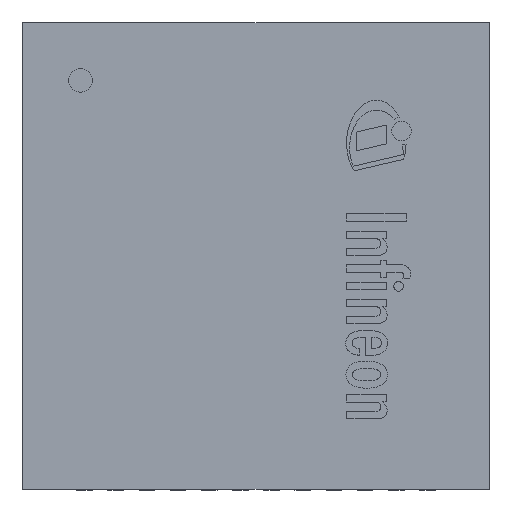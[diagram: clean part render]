
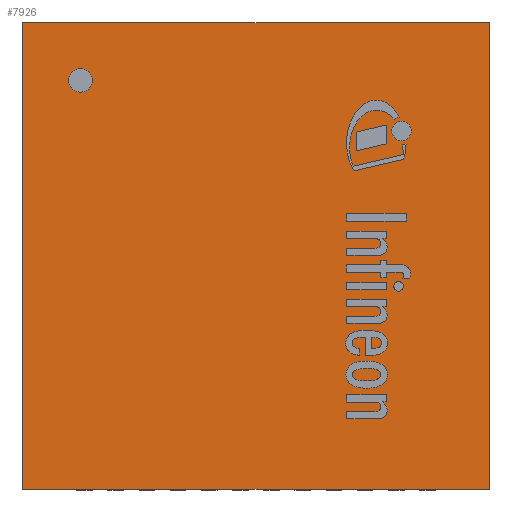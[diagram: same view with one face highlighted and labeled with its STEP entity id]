
A CAD part, top view. The second image highlights one B-rep face of the part: STEP entity #7926.
In plain terms, the highlighted planar face has unit normal (0, 0, 1).
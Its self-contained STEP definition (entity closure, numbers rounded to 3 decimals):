
#143=LINE('',#11893,#958);
#147=LINE('',#11901,#962);
#150=LINE('',#11907,#965);
#153=LINE('',#11912,#968);
#958=VECTOR('',#9366,1.);
#962=VECTOR('',#9372,1.);
#965=VECTOR('',#9377,1.);
#968=VECTOR('',#9382,1.);
#1778=PLANE('',#8506);
#2117=FACE_BOUND('',#2647,.T.);
#2131=FACE_OUTER_BOUND('',#2646,.T.);
#2646=EDGE_LOOP('',(#5454,#5455,#5456,#5457));
#2647=EDGE_LOOP('',(#5458));
#3162=CIRCLE('',#8499,0.15);
#3504=VERTEX_POINT('',#11885);
#3506=VERTEX_POINT('',#11891);
#3507=VERTEX_POINT('',#11892);
#3510=VERTEX_POINT('',#11900);
#3512=VERTEX_POINT('',#11906);
#4278=EDGE_CURVE('',#3504,#3504,#3162,.T.);
#4280=EDGE_CURVE('',#3506,#3507,#143,.T.);
#4284=EDGE_CURVE('',#3507,#3510,#147,.T.);
#4287=EDGE_CURVE('',#3510,#3512,#150,.T.);
#4290=EDGE_CURVE('',#3512,#3506,#153,.T.);
#5454=ORIENTED_EDGE('',*,*,#4280,.F.);
#5455=ORIENTED_EDGE('',*,*,#4290,.F.);
#5456=ORIENTED_EDGE('',*,*,#4287,.F.);
#5457=ORIENTED_EDGE('',*,*,#4284,.F.);
#5458=ORIENTED_EDGE('',*,*,#4278,.T.);
#7926=ADVANCED_FACE('',(#2131,#2117),#1778,.T.);
#8499=AXIS2_PLACEMENT_3D('',#11886,#9358,#9359);
#8506=AXIS2_PLACEMENT_3D('',#11914,#9384,#9385);
#9358=DIRECTION('center_axis',(0.,0.,
-1.));
#9359=DIRECTION('ref_axis',(1.,0.,0.));
#9366=DIRECTION('',(-1.,0.,0.));
#9372=DIRECTION('',(0.,1.,0.));
#9377=DIRECTION('',(1.,0.,0.));
#9382=DIRECTION('',(0.,-1.,0.));
#9384=DIRECTION('center_axis',(0.,0.,
1.));
#9385=DIRECTION('ref_axis',(0.,-1.,0.));
#11885=CARTESIAN_POINT('',(-2.4,2.25,0.9));
#11886=CARTESIAN_POINT('Origin',(-2.25,2.25,0.9));
#11891=CARTESIAN_POINT('',(2.99,-2.99,0.9));
#11892=CARTESIAN_POINT('',(-2.99,-2.99,0.9));
#11893=CARTESIAN_POINT('',(2.99,-2.99,0.9));
#11900=CARTESIAN_POINT('',(-2.99,2.99,0.9));
#11901=CARTESIAN_POINT('',(-2.99,-2.99,0.9));
#11906=CARTESIAN_POINT('',(2.99,2.99,0.9));
#11907=CARTESIAN_POINT('',(-2.99,2.99,0.9));
#11912=CARTESIAN_POINT('',(2.99,2.99,0.9));
#11914=CARTESIAN_POINT('Origin',(0.,0.,
0.9));
